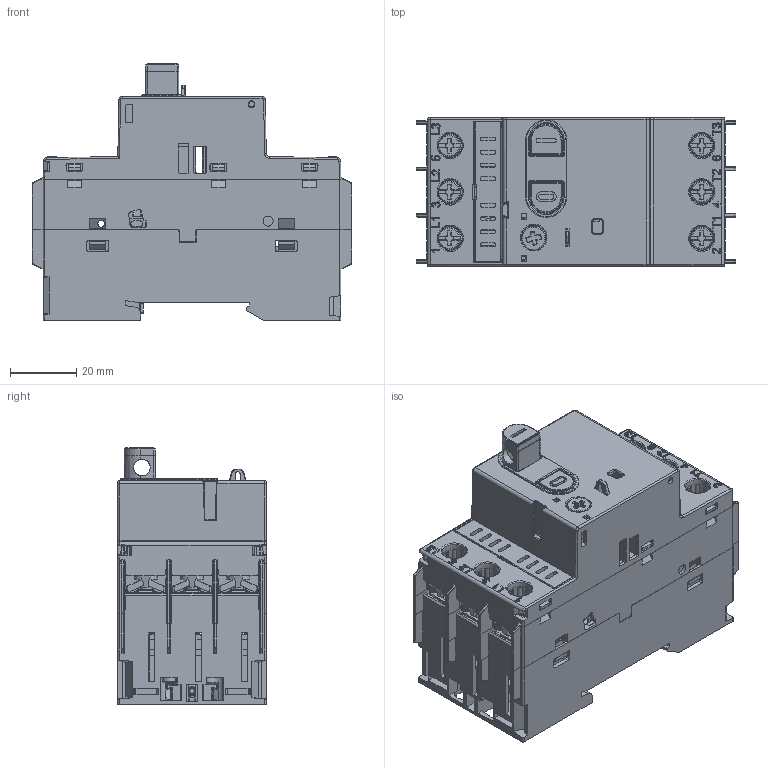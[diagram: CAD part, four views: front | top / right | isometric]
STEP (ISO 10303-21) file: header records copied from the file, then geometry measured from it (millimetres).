
FILE_DESCRIPTION(/* description */ (''),/* implementation_level */ '2;1');
FILE_NAME(/* name */ 'FILE_STP_CAD_DRAWING_SM1P____CATALOG_prt.stp',/* time_stamp */ '2020-11-11T08:23:13+01:00',/* author */ (''),/* organization */ (''),/* preprocessor_version */ 'ST-DEVELOPER v16.7',/* originating_system */ 'SIEMENS PLM Software NX 12.0',/* authorisation */ '');
FILE_SCHEMA (('AUTOMOTIVE_DESIGN { 1 0 10303 214 3 1 1 1 }'));
Products named in the file (1): SM1P..._CATALOG
Bounding box: 96.6 x 44.8 x 77.56 mm (x, y, z)
Surface area: 53726.1 mm2 (no closed solid volume)
Topology: 0 solids, 44 shells, 2119 faces, 9540 edges, 7224 vertices
Faces by surface type: plane 1171, cylinder 517, bspline 247, cone 112, torus 70, sphere 2
Full cylindrical faces by diameter (mm): 2 x1, 2.1 x2, 3.05 x2, 3.2 x6, 4 x1, 4.5 x4, 7.45 x1
Entity records: 104990 total; most frequent: CARTESIAN_POINT 30761, DIRECTION 14706, ORIENTED_EDGE 13831, EDGE_CURVE 9460, VERTEX_POINT 7197, LINE 6060, VECTOR 6060, AXIS2_PLACEMENT_3D 4323
